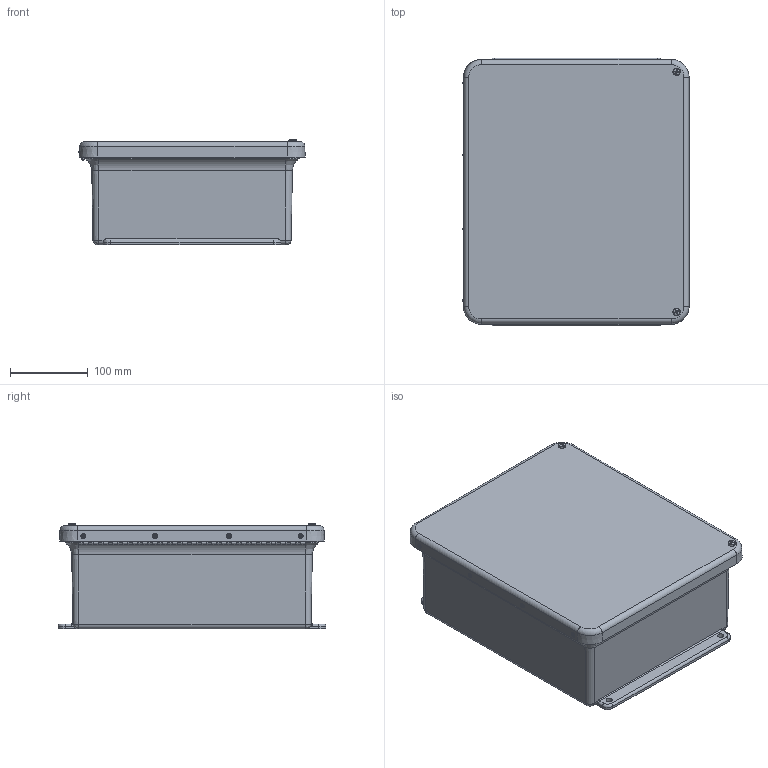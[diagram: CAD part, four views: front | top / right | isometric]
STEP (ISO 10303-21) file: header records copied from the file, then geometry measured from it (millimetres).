
FILE_DESCRIPTION(/* description */ (''),/* implementation_level */ '2;1');
FILE_NAME(/* name */ 'HW-J121005CHSC.stp',/* time_stamp */ '2014-03-17T10:20:57-05:00',/* author */ ('pmescher'),/* organization */ (''),/* preprocessor_version */ 'ST-DEVELOPER v15.2',/* originating_system */ 'Autodesk Inventor 2014',/* authorisation */ '');
FILE_SCHEMA (('AUTOMOTIVE_DESIGN { 1 0 10303 214 3 1 1 }'));
Length unit declared in the file: inch
Products named in the file (18): J1210HW_1; RMINS45821P_113; RMINS45821P_114; RMINS45821P_115; RMINS45821P_116; RMINS45821P_117; RMINS45821P_118; J1210BHW; RMHINGCOV11; RMHINGPIN11; RMHINGBOX11; RMHING11; J1210HWCVR; GASKET_1210; WP1210HWU; RMSC10X063PHCPH; RMRIV43; J1210HW_STP
Bounding box: 291.05 x 344.49 x 136.25 mm (x, y, z)
Volume: 1419260.6 mm3; surface area: 752097.4 mm2
Topology: 22 solids, 22 shells, 799 faces, 2013 edges, 1283 vertices
Faces by surface type: cylinder 307, plane 283, cone 129, torus 44, bspline 32, sphere 4
Full cylindrical faces by diameter (mm): 2.159 x47, 3.175 x8, 3.327 x8, 3.556 x8, 3.683 x2, 3.861 x5, 3.962 x7, 3.967 x40, 4.826 x40, 5.537 x4, 6.35 x8, 6.858 x6
Entity records: 20671 total; most frequent: CARTESIAN_POINT 4777, DIRECTION 3428, ORIENTED_EDGE 2876, EDGE_CURVE 1438, AXIS2_PLACEMENT_3D 1353, VERTEX_POINT 1014, EDGE_LOOP 990, LINE 722
